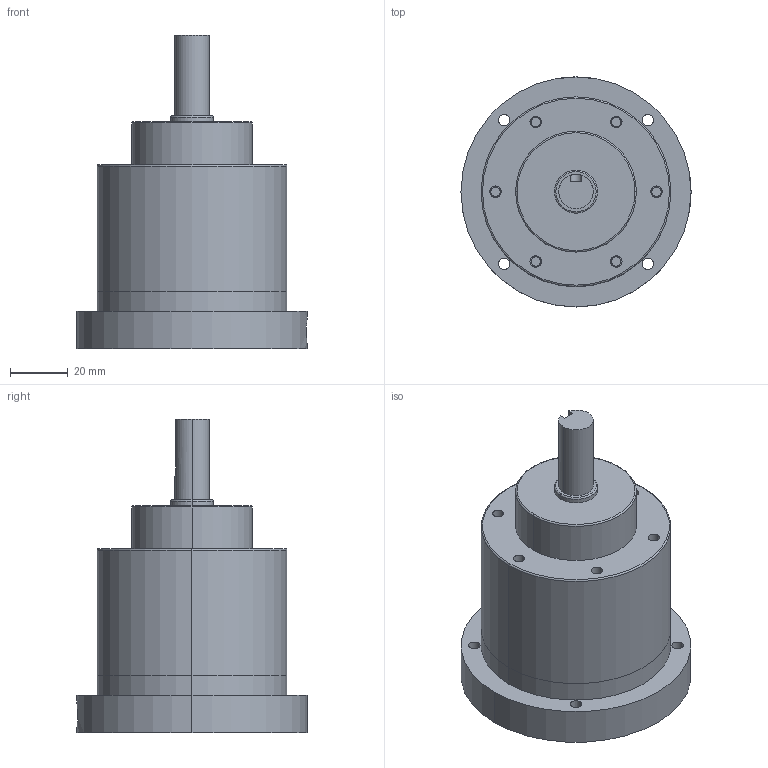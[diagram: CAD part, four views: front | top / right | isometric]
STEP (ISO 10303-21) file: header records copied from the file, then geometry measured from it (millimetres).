
FILE_DESCRIPTION (( 'STEP AP214' ), '1' );
FILE_NAME ('BR65XX.STEP', '2015-01-18T11:45:22', ( 'j' ), ( '' ), 'SwSTEP 2.0', 'SolidWorks 2011', '' );
FILE_SCHEMA (( 'AUTOMOTIVE_DESIGN' ));
Length unit declared in the file: millimetre
Products named in the file (1): BR65XX
Bounding box: 80 x 80 x 109 mm (x, y, z)
Volume: 249319.3 mm3; surface area: 38321.8 mm2
Topology: 2 solids, 2 shells, 93 faces, 208 edges, 134 vertices
Faces by surface type: cylinder 61, plane 26, torus 6
Entity records: 3206 total; most frequent: CARTESIAN_POINT 969, DIRECTION 497, ORIENTED_EDGE 416, AXIS2_PLACEMENT_3D 212, EDGE_CURVE 208, VERTEX_POINT 134, EDGE_LOOP 126, CIRCLE 118
